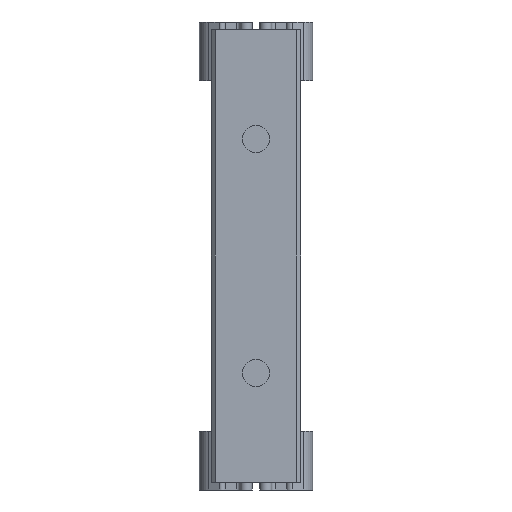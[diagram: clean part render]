
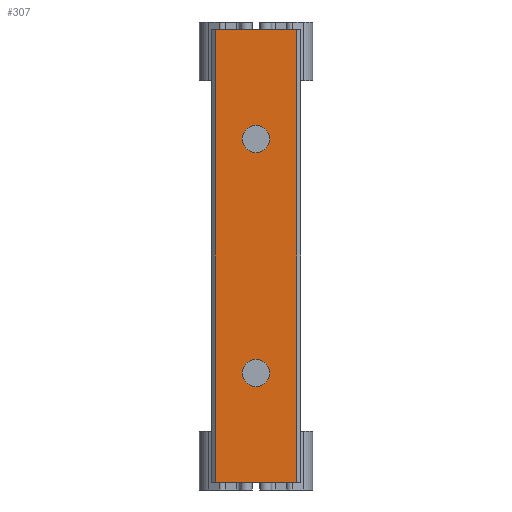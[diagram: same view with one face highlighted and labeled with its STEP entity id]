
A CAD part, front view. The second image highlights one B-rep face of the part: STEP entity #307.
In plain terms, the highlighted planar face has unit normal (0, -1, 0).
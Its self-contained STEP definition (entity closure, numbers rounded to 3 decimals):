
#307 = ADVANCED_FACE ( 'NONE', ( #590, #588, #592 ), #973, .T. ) ;
#588 = FACE_OUTER_BOUND ( 'NONE', #4768, .T. ) ;
#590 = FACE_BOUND ( 'NONE', #4784, .T. ) ;
#592 = FACE_BOUND ( 'NONE', #4732, .T. ) ;
#973 = PLANE ( 'NONE',  #4438 ) ;
#974 = CARTESIAN_POINT ( 'NONE',  ( 10.5, 0., -116. ) ) ;
#975 = DIRECTION ( 'NONE',  ( 0., -1., 0. ) ) ;
#976 = DIRECTION ( 'NONE',  ( 1., 0., 0. ) ) ;
#2120 = AXIS2_PLACEMENT_3D ( 'NONE', #3139, #3140, #3141 ) ;
#2128 = AXIS2_PLACEMENT_3D ( 'NONE', #3134, #3135, #3136 ) ;
#2618 = VECTOR ( 'NONE', #3088, 1000. ) ;
#2620 = LINE ( 'NONE', #3081, #2618 ) ;
#2645 = LINE ( 'NONE', #3131, #2656 ) ;
#2652 = LINE ( 'NONE', #3137, #2660 ) ;
#2655 = LINE ( 'NONE', #3130, #2657 ) ;
#2656 = VECTOR ( 'NONE', #3132, 1000. ) ;
#2657 = VECTOR ( 'NONE', #3133, 1000. ) ;
#2660 = VECTOR ( 'NONE', #3138, 1000. ) ;
#2661 = CIRCLE ( 'NONE', #2128, 3.5 ) ;
#2665 = CIRCLE ( 'NONE', #2120, 3.5 ) ;
#3081 = CARTESIAN_POINT ( 'NONE',  ( 10.5, 0., 0. ) ) ;
#3088 = DIRECTION ( 'NONE',  ( 1., 0., 0. ) ) ;
#3130 = CARTESIAN_POINT ( 'NONE',  ( -10.5, 0., -116. ) ) ;
#3131 = CARTESIAN_POINT ( 'NONE',  ( 10.5, 0., -116. ) ) ;
#3132 = DIRECTION ( 'NONE',  ( 1., 0., 0. ) ) ;
#3133 = DIRECTION ( 'NONE',  ( 0., 0., 1. ) ) ;
#3134 = CARTESIAN_POINT ( 'NONE',  ( 0., 0., -28. ) ) ;
#3135 = DIRECTION ( 'NONE',  ( 0., 1., 0. ) ) ;
#3136 = DIRECTION ( 'NONE',  ( 0., 0., 1. ) ) ;
#3137 = CARTESIAN_POINT ( 'NONE',  ( 10.5, 0., -116. ) ) ;
#3138 = DIRECTION ( 'NONE',  ( 0., 0., 1. ) ) ;
#3139 = CARTESIAN_POINT ( 'NONE',  ( 0., 0., -88. ) ) ;
#3140 = DIRECTION ( 'NONE',  ( 0., 1., 0. ) ) ;
#3141 = DIRECTION ( 'NONE',  ( 0., 0., 1. ) ) ;
#3575 = CARTESIAN_POINT ( 'NONE',  ( -10.5, 0., -116. ) ) ;
#3623 = CARTESIAN_POINT ( 'NONE',  ( -10.5, 0., 0. ) ) ;
#3625 = CARTESIAN_POINT ( 'NONE',  ( 10.5, 0., -116. ) ) ;
#3627 = CARTESIAN_POINT ( 'NONE',  ( 10.5, 0., 0. ) ) ;
#3685 = VERTEX_POINT ( 'NONE', #3686 ) ;
#3686 = CARTESIAN_POINT ( 'NONE',  ( 0., 0., -24.5 ) ) ;
#3687 = VERTEX_POINT ( 'NONE', #3688 ) ;
#3688 = CARTESIAN_POINT ( 'NONE',  ( 0., 0., -84.5 ) ) ;
#4438 = AXIS2_PLACEMENT_3D ( 'NONE', #974, #975, #976 ) ;
#4732 = EDGE_LOOP ( 'NONE', ( #5151 ) ) ;
#4768 = EDGE_LOOP ( 'NONE', ( #5147, #5148, #5149, #5150 ) ) ;
#4784 = EDGE_LOOP ( 'NONE', ( #5146 ) ) ;
#5146 = ORIENTED_EDGE ( 'NONE', *, *, #5388, .T. ) ;
#5147 = ORIENTED_EDGE ( 'NONE', *, *, #5366, .F. ) ;
#5148 = ORIENTED_EDGE ( 'NONE', *, *, #5387, .F. ) ;
#5149 = ORIENTED_EDGE ( 'NONE', *, *, #5386, .T. ) ;
#5150 = ORIENTED_EDGE ( 'NONE', *, *, #5389, .T. ) ;
#5151 = ORIENTED_EDGE ( 'NONE', *, *, #5390, .T. ) ;
#5366 = EDGE_CURVE ( 'NONE', #5744, #5748, #2620, .T. ) ;
#5386 = EDGE_CURVE ( 'NONE', #5696, #5746, #2645, .T. ) ;
#5387 = EDGE_CURVE ( 'NONE', #5696, #5744, #2655, .T. ) ;
#5388 = EDGE_CURVE ( 'NONE', #3685, #3685, #2661, .T. ) ;
#5389 = EDGE_CURVE ( 'NONE', #5746, #5748, #2652, .T. ) ;
#5390 = EDGE_CURVE ( 'NONE', #3687, #3687, #2665, .T. ) ;
#5696 = VERTEX_POINT ( 'NONE', #3575 ) ;
#5744 = VERTEX_POINT ( 'NONE', #3623 ) ;
#5746 = VERTEX_POINT ( 'NONE', #3625 ) ;
#5748 = VERTEX_POINT ( 'NONE', #3627 ) ;
